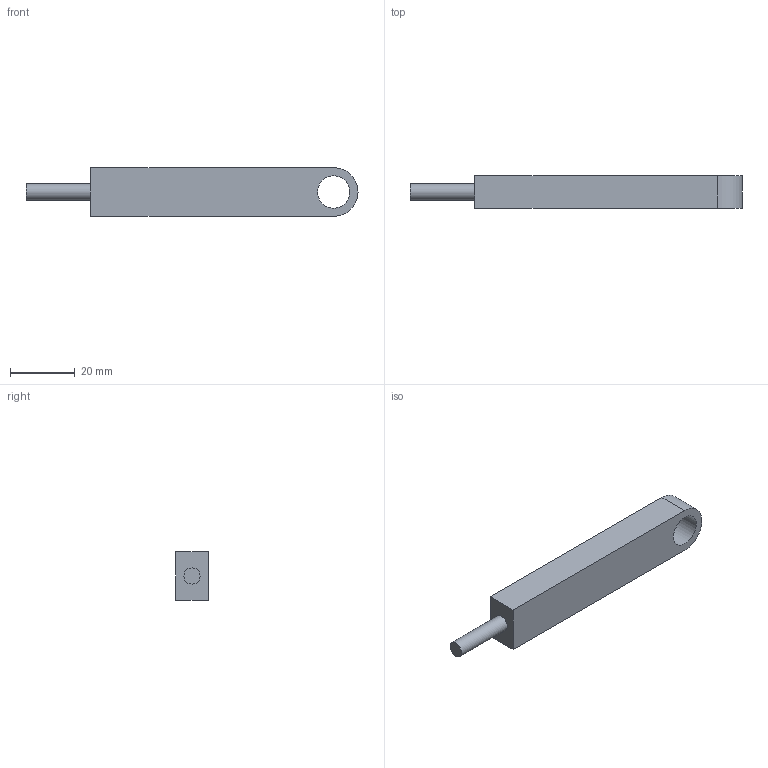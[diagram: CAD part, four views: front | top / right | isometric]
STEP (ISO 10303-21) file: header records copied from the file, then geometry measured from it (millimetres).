
FILE_DESCRIPTION(/* description */ (''),/* implementation_level */ '2;1');
FILE_NAME(/* name */ 'Arm_ipt_d02508f0.STEP',/* time_stamp */ '2022-10-04T23:59:59+11:00',/* author */ ('mrizw'),/* organization */ (''),/* preprocessor_version */ 'ST-DEVELOPER v18.1',/* originating_system */ 'Autodesk Inventor 2021',/* authorisation */ '');
FILE_SCHEMA (('AUTOMOTIVE_DESIGN { 1 0 10303 214 3 1 1 }'));
Length unit declared in the file: millimetre
Products named in the file (1): Arm
Bounding box: 102.5 x 10 x 15 mm (x, y, z)
Volume: 11740.9 mm3; surface area: 4783.6 mm2
Topology: 1 solids, 1 shells, 9 faces, 21 edges, 15 vertices
Faces by surface type: plane 6, cylinder 3
Full cylindrical faces by diameter (mm): 5 x1, 10 x1
Entity records: 313 total; most frequent: DIRECTION 50, CARTESIAN_POINT 46, ORIENTED_EDGE 42, EDGE_CURVE 21, AXIS2_PLACEMENT_3D 19, VERTEX_POINT 15, EDGE_LOOP 12, LINE 12
